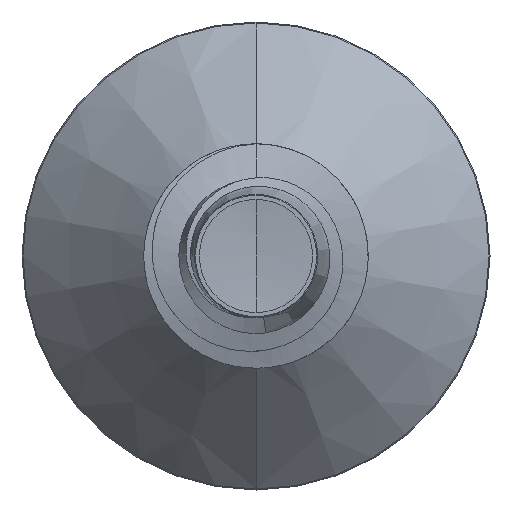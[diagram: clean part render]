
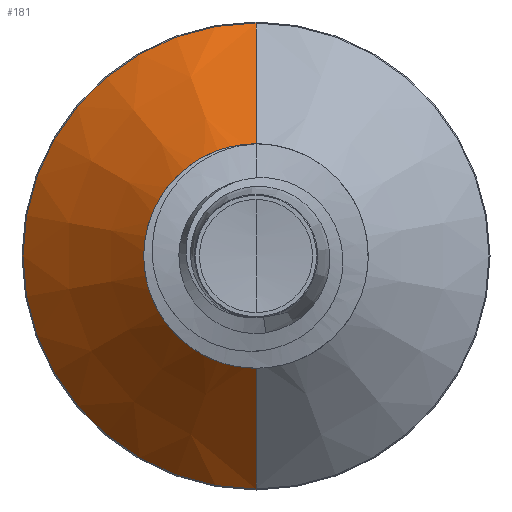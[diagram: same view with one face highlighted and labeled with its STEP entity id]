
A CAD part, front view. The second image highlights one B-rep face of the part: STEP entity #181.
In plain terms, the highlighted conical face has half-angle 45 degrees and reference radius 1.633 mm.
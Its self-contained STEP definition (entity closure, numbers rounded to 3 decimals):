
#181 = ADVANCED_FACE ( 'NONE', ( #1319 ), #5930, .T. ) ;
#348 = CARTESIAN_POINT ( 'NONE',  ( 0., 5.335, 3.635 ) ) ;
#670 = VERTEX_POINT ( 'NONE', #6844 ) ;
#815 = VERTEX_POINT ( 'NONE', #6413 ) ;
#1319 = FACE_OUTER_BOUND ( 'NONE', #9569, .T. ) ;
#1717 = VERTEX_POINT ( 'NONE', #348 ) ;
#1853 = ORIENTED_EDGE ( 'NONE', *, *, #4472, .F. ) ;
#1947 = LINE ( 'NONE', #9447, #10274 ) ;
#2303 = DIRECTION ( 'NONE',  ( 0., 0., 1. ) ) ;
#2310 = DIRECTION ( 'NONE',  ( 0., 1., 0. ) ) ;
#2329 = CARTESIAN_POINT ( 'NONE',  ( 0., 5.335, 0. ) ) ;
#2670 = EDGE_CURVE ( 'NONE', #815, #1717, #3414, .T. ) ;
#3414 = LINE ( 'NONE', #9407, #9471 ) ;
#4331 = ORIENTED_EDGE ( 'NONE', *, *, #2670, .T. ) ;
#4472 = EDGE_CURVE ( 'NONE', #9309, #670, #1947, .T. ) ;
#4748 = AXIS2_PLACEMENT_3D ( 'NONE', #6871, #6921, #7017 ) ;
#5756 = EDGE_CURVE ( 'NONE', #670, #1717, #8934, .T. ) ;
#5930 = CONICAL_SURFACE ( 'NONE', #4748, 1.632, 0.785 ) ;
#6322 = CARTESIAN_POINT ( 'NONE',  ( 0., 3.332, -1.632 ) ) ;
#6400 = EDGE_CURVE ( 'NONE', #9309, #815, #8577, .T. ) ;
#6413 = CARTESIAN_POINT ( 'NONE',  ( 0., 3.332, 1.632 ) ) ;
#6844 = CARTESIAN_POINT ( 'NONE',  ( 0., 5.335, -3.635 ) ) ;
#6871 = CARTESIAN_POINT ( 'NONE',  ( 0., 3.332, 0. ) ) ;
#6921 = DIRECTION ( 'NONE',  ( 0., 1., 0. ) ) ;
#7017 = DIRECTION ( 'NONE',  ( 0., 0., 1. ) ) ;
#8178 = AXIS2_PLACEMENT_3D ( 'NONE', #8453, #8428, #8431 ) ;
#8428 = DIRECTION ( 'NONE',  ( 0., 1., 0. ) ) ;
#8431 = DIRECTION ( 'NONE',  ( 0., 0., 1. ) ) ;
#8453 = CARTESIAN_POINT ( 'NONE',  ( 0., 3.332, 0. ) ) ;
#8577 = CIRCLE ( 'NONE', #8178, 1.632 ) ;
#8934 = CIRCLE ( 'NONE', #9043, 3.635 ) ;
#9043 = AXIS2_PLACEMENT_3D ( 'NONE', #2329, #2310, #2303 ) ;
#9309 = VERTEX_POINT ( 'NONE', #6322 ) ;
#9407 = CARTESIAN_POINT ( 'NONE',  ( 0., 3.332, 1.632 ) ) ;
#9447 = CARTESIAN_POINT ( 'NONE',  ( 0., 3.332, -1.632 ) ) ;
#9471 = VECTOR ( 'NONE', #9751, 1000. ) ;
#9506 = DIRECTION ( 'NONE',  ( 0., 0.707, -0.707 ) ) ;
#9569 = EDGE_LOOP ( 'NONE', ( #1853, #9639, #4331, #9914 ) ) ;
#9639 = ORIENTED_EDGE ( 'NONE', *, *, #6400, .T. ) ;
#9751 = DIRECTION ( 'NONE',  ( 0., 0.707, 0.707 ) ) ;
#9914 = ORIENTED_EDGE ( 'NONE', *, *, #5756, .F. ) ;
#10274 = VECTOR ( 'NONE', #9506, 1000. ) ;
